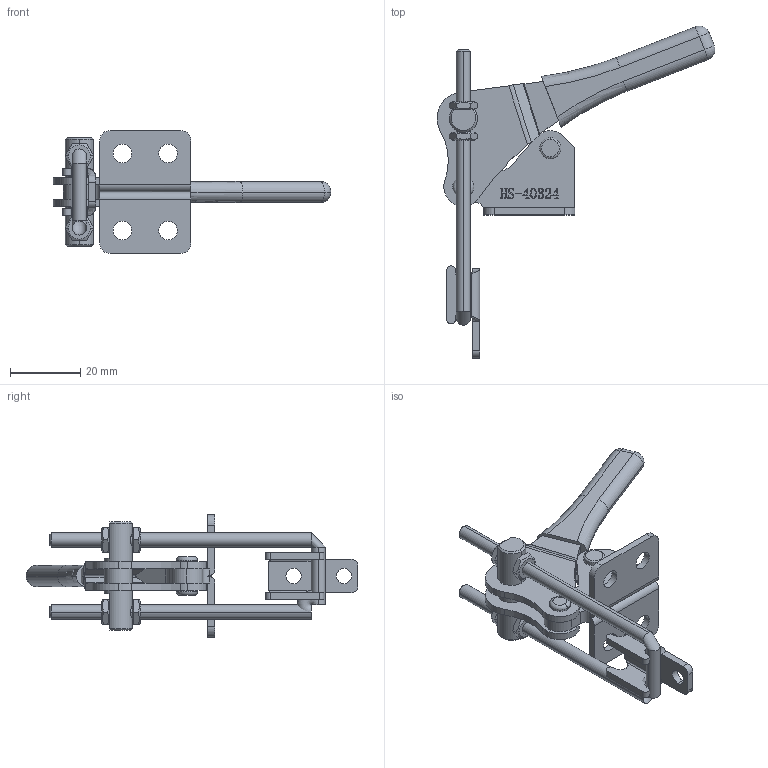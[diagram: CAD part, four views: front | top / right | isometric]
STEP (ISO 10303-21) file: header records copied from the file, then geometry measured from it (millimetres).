
FILE_DESCRIPTION (( 'STEP AP203' ), '1' );
FILE_NAME ('HS-40324 .STEP', '2019-08-22T01:36:33', ( '微软用户' ), ( '微软中国' ), 'SwSTEP 2.0', 'SolidWorks 2012', '' );
FILE_SCHEMA (( 'CONFIG_CONTROL_DESIGN' ));
Length unit declared in the file: millimetre
Products named in the file (11): HS-40324 ; hex thin nuts-grades ab-chamfered gb_GB_FASTENER_NUT_STNAB M4-N; 种粣; 挴裝; 种2; 种1; 忒梟酘; 忒梟衵; 忒參; 縐諶; 菁釱
Assembly tree (13 placements, depth 2):
  HS-40324 
    菁釱
    縐諶
    忒參
    忒梟衵
    忒梟酘
    种1
    种2
    挴裝
    种粣
    hex thin nuts-grades ab-chamfered gb_GB_FASTENER_NUT_STNAB M4-N  x4
Bounding box: 79.08 x 94.47 x 35 mm (x, y, z)
Volume: 13747.6 mm3; surface area: 13584.8 mm2
Topology: 13 solids, 13 shells, 653 faces, 1695 edges, 1088 vertices
Faces by surface type: plane 331, bspline 143, cylinder 118, cone 39, torus 18, sphere 4
Entity records: 26444 total; most frequent: CARTESIAN_POINT 11239, ORIENTED_EDGE 3134, DIRECTION 2445, EDGE_CURVE 1567, VERTEX_POINT 1016, LINE 977, VECTOR 977, AXIS2_PLACEMENT_3D 734
